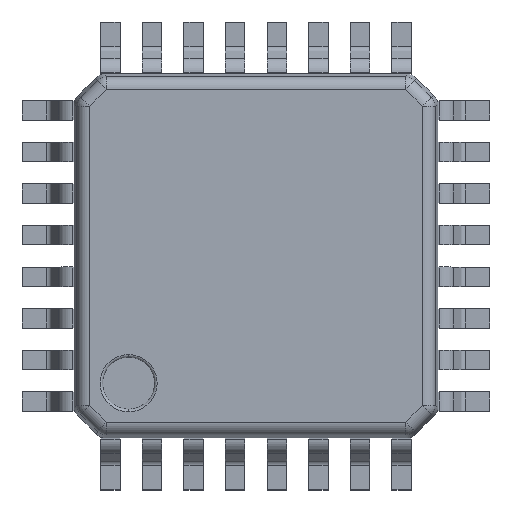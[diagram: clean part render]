
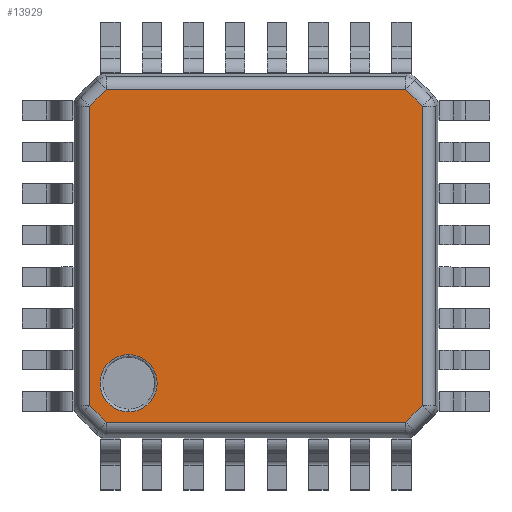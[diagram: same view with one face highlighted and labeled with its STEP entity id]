
A CAD part, top view. The second image highlights one B-rep face of the part: STEP entity #13929.
In plain terms, the highlighted planar face has unit normal (0, 0, 1).
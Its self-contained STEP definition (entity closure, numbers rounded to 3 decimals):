
#13713 = VERTEX_POINT('',#13714);
#13714 = CARTESIAN_POINT('',(-2.45,-3.,1.6));
#13721 = EDGE_CURVE('',#13722,#13713,#13724,.T.);
#13722 = VERTEX_POINT('',#13723);
#13723 = CARTESIAN_POINT('',(-2.45,-1.9,1.6));
#13724 = CIRCLE('',#13725,0.55);
#13725 = AXIS2_PLACEMENT_3D('',#13726,#13727,#13728);
#13726 = CARTESIAN_POINT('',(-2.45,-2.45,1.6));
#13727 = DIRECTION('',(0.,0.,-1.));
#13728 = DIRECTION('',(0.,1.,0.));
#13929 = ADVANCED_FACE('',(#13930,#13996),#14006,.F.);
#13930 = FACE_BOUND('',#13931,.T.);
#13931 = EDGE_LOOP('',(#13932,#13942,#13950,#13958,#13966,#13974,#13982,
    #13990));
#13932 = ORIENTED_EDGE('',*,*,#13933,.T.);
#13933 = EDGE_CURVE('',#13934,#13936,#13938,.T.);
#13934 = VERTEX_POINT('',#13935);
#13935 = CARTESIAN_POINT('',(2.876,3.201,1.6));
#13936 = VERTEX_POINT('',#13937);
#13937 = CARTESIAN_POINT('',(-2.876,3.201,1.6));
#13938 = LINE('',#13939,#13940);
#13939 = CARTESIAN_POINT('',(-2.956,3.201,1.6));
#13940 = VECTOR('',#13941,1.);
#13941 = DIRECTION('',(-1.,0.,0.));
#13942 = ORIENTED_EDGE('',*,*,#13943,.T.);
#13943 = EDGE_CURVE('',#13936,#13944,#13946,.T.);
#13944 = VERTEX_POINT('',#13945);
#13945 = CARTESIAN_POINT('',(-3.201,2.876,1.6));
#13946 = LINE('',#13947,#13948);
#13947 = CARTESIAN_POINT('',(-3.257,2.82,1.6));
#13948 = VECTOR('',#13949,1.);
#13949 = DIRECTION('',(-0.707,-0.707,0.));
#13950 = ORIENTED_EDGE('',*,*,#13951,.T.);
#13951 = EDGE_CURVE('',#13944,#13952,#13954,.T.);
#13952 = VERTEX_POINT('',#13953);
#13953 = CARTESIAN_POINT('',(-3.201,-2.876,1.6));
#13954 = LINE('',#13955,#13956);
#13955 = CARTESIAN_POINT('',(-3.201,-2.956,1.6));
#13956 = VECTOR('',#13957,1.);
#13957 = DIRECTION('',(0.,-1.,0.));
#13958 = ORIENTED_EDGE('',*,*,#13959,.T.);
#13959 = EDGE_CURVE('',#13952,#13960,#13962,.T.);
#13960 = VERTEX_POINT('',#13961);
#13961 = CARTESIAN_POINT('',(-2.876,-3.201,1.6));
#13962 = LINE('',#13963,#13964);
#13963 = CARTESIAN_POINT('',(-2.82,-3.257,1.6));
#13964 = VECTOR('',#13965,1.);
#13965 = DIRECTION('',(0.707,-0.707,0.));
#13966 = ORIENTED_EDGE('',*,*,#13967,.T.);
#13967 = EDGE_CURVE('',#13960,#13968,#13970,.T.);
#13968 = VERTEX_POINT('',#13969);
#13969 = CARTESIAN_POINT('',(2.876,-3.201,1.6));
#13970 = LINE('',#13971,#13972);
#13971 = CARTESIAN_POINT('',(2.956,-3.201,1.6));
#13972 = VECTOR('',#13973,1.);
#13973 = DIRECTION('',(1.,0.,0.));
#13974 = ORIENTED_EDGE('',*,*,#13975,.T.);
#13975 = EDGE_CURVE('',#13968,#13976,#13978,.T.);
#13976 = VERTEX_POINT('',#13977);
#13977 = CARTESIAN_POINT('',(3.201,-2.876,1.6));
#13978 = LINE('',#13979,#13980);
#13979 = CARTESIAN_POINT('',(3.257,-2.82,1.6));
#13980 = VECTOR('',#13981,1.);
#13981 = DIRECTION('',(0.707,0.707,0.));
#13982 = ORIENTED_EDGE('',*,*,#13983,.T.);
#13983 = EDGE_CURVE('',#13976,#13984,#13986,.T.);
#13984 = VERTEX_POINT('',#13985);
#13985 = CARTESIAN_POINT('',(3.201,2.876,1.6));
#13986 = LINE('',#13987,#13988);
#13987 = CARTESIAN_POINT('',(3.201,2.956,1.6));
#13988 = VECTOR('',#13989,1.);
#13989 = DIRECTION('',(0.,1.,0.));
#13990 = ORIENTED_EDGE('',*,*,#13991,.T.);
#13991 = EDGE_CURVE('',#13984,#13934,#13992,.T.);
#13992 = LINE('',#13993,#13994);
#13993 = CARTESIAN_POINT('',(2.82,3.257,1.6));
#13994 = VECTOR('',#13995,1.);
#13995 = DIRECTION('',(-0.707,0.707,0.));
#13996 = FACE_BOUND('',#13997,.T.);
#13997 = EDGE_LOOP('',(#13998,#13999));
#13998 = ORIENTED_EDGE('',*,*,#13721,.T.);
#13999 = ORIENTED_EDGE('',*,*,#14000,.T.);
#14000 = EDGE_CURVE('',#13713,#13722,#14001,.T.);
#14001 = CIRCLE('',#14002,0.55);
#14002 = AXIS2_PLACEMENT_3D('',#14003,#14004,#14005);
#14003 = CARTESIAN_POINT('',(-2.45,-2.45,1.6));
#14004 = DIRECTION('',(0.,0.,-1.));
#14005 = DIRECTION('',(0.,1.,0.));
#14006 = PLANE('',#14007);
#14007 = AXIS2_PLACEMENT_3D('',#14008,#14009,#14010);
#14008 = CARTESIAN_POINT('',(0.,0.,1.6));
#14009 = DIRECTION('',(0.,0.,-1.));
#14010 = DIRECTION('',(0.,1.,0.));
